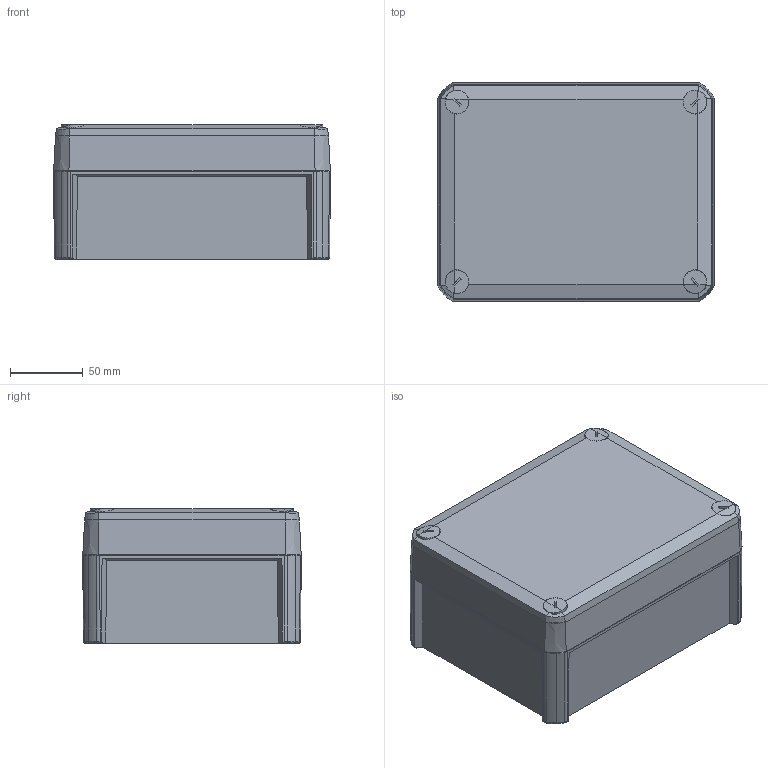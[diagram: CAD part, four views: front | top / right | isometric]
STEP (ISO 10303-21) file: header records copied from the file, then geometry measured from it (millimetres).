
FILE_DESCRIPTION (( 'STEP AP214' ), '1' );
FILE_NAME ('2007734.stp', '2021-03-03T08:43:19', ( '' ), ( '' ), 'SwSTEP 2.0', 'SolidWorks 2020', '' );
FILE_SCHEMA (( 'AUTOMOTIVE_DESIGN' ));
Length unit declared in the file: millimetre
Products named in the file (9): ED550-01_geschlossen; 113230_Mit Typenschild; 055009_Standard; P_060182_1_Standard; 0084514_1115384-T160; ED170-04-02_Standard; 018602_ISO 7049 - 3,5 x 9,5 F-Z; 050522_Deckel-X10-RAL7035; 2007734
Assembly tree (15 placements, depth 3):
  2007734
    ED550-01_geschlossen
    113230_Mit Typenschild
      050522_Deckel-X10-RAL7035
      P_060182_1_Standard
    055009_Standard  x4
    ED170-04-02_Standard  x4
    0084514_1115384-T160
    018602_ISO 7049 - 3,5 x 9,5 F-Z  x2
Bounding box: 190 x 150.03 x 92.16 mm (x, y, z)
Volume: 733363.7 mm3; surface area: 277806.7 mm2
Topology: 14 solids, 14 shells, 1019 faces, 2551 edges, 1567 vertices
Faces by surface type: plane 374, cylinder 219, cone 182, bspline 126, torus 116, sphere 2
Full cylindrical faces by diameter (mm): 3.5 x2, 6.9 x2, 11.2 x4, 15.9 x4, 16 x4
Entity records: 37584 total; most frequent: CARTESIAN_POINT 16834, ORIENTED_EDGE 4496, DIRECTION 4087, EDGE_CURVE 2248, AXIS2_PLACEMENT_3D 1560, VERTEX_POINT 1381, VECTOR 967, LINE 967
